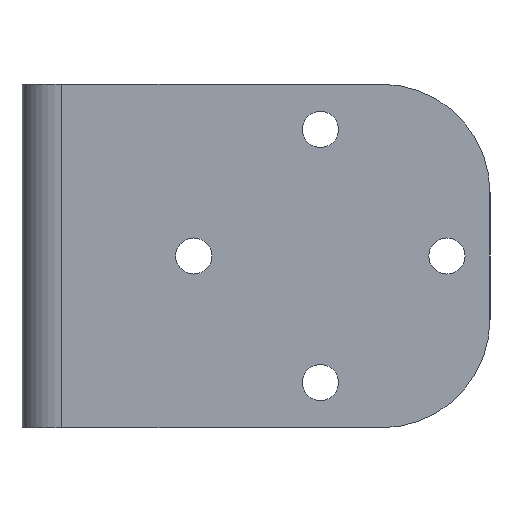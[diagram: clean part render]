
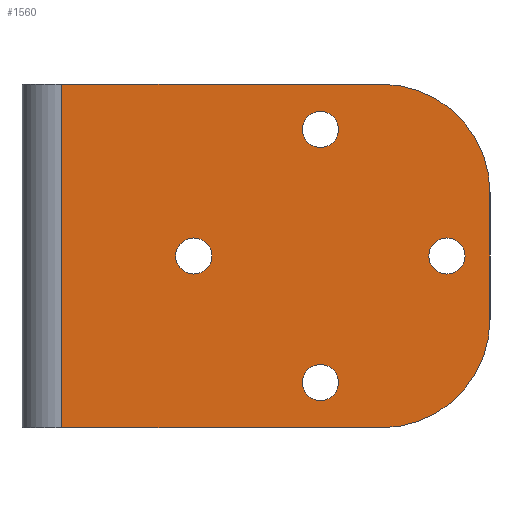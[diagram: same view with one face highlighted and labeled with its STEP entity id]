
A CAD part, left-side view. The second image highlights one B-rep face of the part: STEP entity #1560.
In plain terms, the highlighted planar face has unit normal (-1, 0, 0).
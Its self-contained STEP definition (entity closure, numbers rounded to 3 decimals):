
#23 = CARTESIAN_POINT ( 'NONE',  ( -22.035, 72.775, 7.015 ) ) ;
#24 = VERTEX_POINT ( 'NONE', #736 ) ;
#34 = CARTESIAN_POINT ( 'NONE',  ( -22.035, 87.075, -9.485 ) ) ;
#45 = VERTEX_POINT ( 'NONE', #369 ) ;
#74 = EDGE_CURVE ( 'NONE', #114, #45, #654, .T. ) ;
#77 = ORIENTED_EDGE ( 'NONE', *, *, #1005, .T. ) ;
#89 = FACE_OUTER_BOUND ( 'NONE', #851, .T. ) ;
#90 = CARTESIAN_POINT ( 'NONE',  ( -22.035, 78.775, 0.015 ) ) ;
#108 = CIRCLE ( 'NONE', #1187, 1. ) ;
#109 = CARTESIAN_POINT ( 'NONE',  ( -22.035, 63.394, -3.485 ) ) ;
#110 = DIRECTION ( 'NONE',  ( 0., -1., 0. ) ) ;
#114 = VERTEX_POINT ( 'NONE', #503 ) ;
#149 = EDGE_CURVE ( 'NONE', #1150, #718, #108, .T. ) ;
#192 = CIRCLE ( 'NONE', #322, 1. ) ;
#197 = CIRCLE ( 'NONE', #1031, 1. ) ;
#201 = EDGE_LOOP ( 'NONE', ( #1451, #521 ) ) ;
#229 = LINE ( 'NONE', #109, #1569 ) ;
#255 = AXIS2_PLACEMENT_3D ( 'NONE', #1502, #761, #405 ) ;
#265 = CARTESIAN_POINT ( 'NONE',  ( -22.035, 69.394, 9.515 ) ) ;
#283 = DIRECTION ( 'NONE',  ( 0., 1., 0. ) ) ;
#309 = CIRCLE ( 'NONE', #957, 1. ) ;
#310 = CARTESIAN_POINT ( 'NONE',  ( -22.035, 69.394, 3.515 ) ) ;
#311 = VERTEX_POINT ( 'NONE', #1439 ) ;
#317 = DIRECTION ( 'NONE',  ( -1., 0., 0. ) ) ;
#319 = DIRECTION ( 'NONE',  ( -1., 0., 0. ) ) ;
#322 = AXIS2_PLACEMENT_3D ( 'NONE', #508, #1521, #647 ) ;
#323 = ORIENTED_EDGE ( 'NONE', *, *, #1234, .T. ) ;
#333 = DIRECTION ( 'NONE',  ( 0., 0., 1. ) ) ;
#335 = VERTEX_POINT ( 'NONE', #90 ) ;
#354 = ORIENTED_EDGE ( 'NONE', *, *, #755, .F. ) ;
#358 = PLANE ( 'NONE',  #841 ) ;
#369 = CARTESIAN_POINT ( 'NONE',  ( -22.035, 64.775, 0.015 ) ) ;
#396 = ORIENTED_EDGE ( 'NONE', *, *, #1440, .T. ) ;
#405 = DIRECTION ( 'NONE',  ( 0., 1., 0. ) ) ;
#407 = ORIENTED_EDGE ( 'NONE', *, *, #1038, .F. ) ;
#422 = ORIENTED_EDGE ( 'NONE', *, *, #149, .F. ) ;
#431 = DIRECTION ( 'NONE',  ( 0., 1., 0. ) ) ;
#438 = EDGE_CURVE ( 'NONE', #45, #114, #192, .T. ) ;
#458 = DIRECTION ( 'NONE',  ( -1., 0., 0. ) ) ;
#484 = ORIENTED_EDGE ( 'NONE', *, *, #1171, .T. ) ;
#486 = FACE_BOUND ( 'NONE', #1458, .T. ) ;
#503 = CARTESIAN_POINT ( 'NONE',  ( -22.035, 66.775, 0.015 ) ) ;
#508 = CARTESIAN_POINT ( 'NONE',  ( -22.035, 65.775, 0.015 ) ) ;
#516 = CARTESIAN_POINT ( 'NONE',  ( -22.035, 73.775, -6.985 ) ) ;
#520 = DIRECTION ( 'NONE',  ( -1., 0., 0. ) ) ;
#521 = ORIENTED_EDGE ( 'NONE', *, *, #74, .F. ) ;
#557 = CARTESIAN_POINT ( 'NONE',  ( -22.035, 72.775, -6.985 ) ) ;
#635 = VECTOR ( 'NONE', #1127, 1000. ) ;
#647 = DIRECTION ( 'NONE',  ( 0., -1., 0. ) ) ;
#654 = CIRCLE ( 'NONE', #1377, 1. ) ;
#670 = DIRECTION ( 'NONE',  ( -1., 0., 0. ) ) ;
#711 = CARTESIAN_POINT ( 'NONE',  ( -22.035, 79.775, 0.015 ) ) ;
#714 = CARTESIAN_POINT ( 'NONE',  ( -22.035, 73.775, 7.015 ) ) ;
#718 = VERTEX_POINT ( 'NONE', #714 ) ;
#725 = CARTESIAN_POINT ( 'NONE',  ( -22.035, 87.075, -9.485 ) ) ;
#736 = CARTESIAN_POINT ( 'NONE',  ( -22.035, 87.075, 9.515 ) ) ;
#740 = VERTEX_POINT ( 'NONE', #1594 ) ;
#744 = DIRECTION ( 'NONE',  ( 0., 1., 0. ) ) ;
#755 = EDGE_CURVE ( 'NONE', #1215, #24, #1133, .T. ) ;
#761 = DIRECTION ( 'NONE',  ( 1., 0., 0. ) ) ;
#762 = CARTESIAN_POINT ( 'NONE',  ( -22.035, 65.775, 0.015 ) ) ;
#805 = AXIS2_PLACEMENT_3D ( 'NONE', #1164, #1428, #1522 ) ;
#811 = CARTESIAN_POINT ( 'NONE',  ( -22.035, 72.775, 7.015 ) ) ;
#822 = VERTEX_POINT ( 'NONE', #516 ) ;
#829 = VERTEX_POINT ( 'NONE', #1119 ) ;
#837 = VERTEX_POINT ( 'NONE', #1505 ) ;
#841 = AXIS2_PLACEMENT_3D ( 'NONE', #1185, #458, #1310 ) ;
#844 = DIRECTION ( 'NONE',  ( 0., -1., 0. ) ) ;
#848 = ORIENTED_EDGE ( 'NONE', *, *, #996, .F. ) ;
#851 = EDGE_LOOP ( 'NONE', ( #1208, #927, #77, #354, #848, #396 ) ) ;
#868 = AXIS2_PLACEMENT_3D ( 'NONE', #811, #670, #1061 ) ;
#879 = DIRECTION ( 'NONE',  ( -1., 0., 0. ) ) ;
#890 = ORIENTED_EDGE ( 'NONE', *, *, #1446, .F. ) ;
#894 = CARTESIAN_POINT ( 'NONE',  ( -22.035, 72.775, -6.985 ) ) ;
#907 = CARTESIAN_POINT ( 'NONE',  ( -22.035, 63.394, -3.485 ) ) ;
#909 = DIRECTION ( 'NONE',  ( 0., 1., 0. ) ) ;
#925 = DIRECTION ( 'NONE',  ( 0., -1., 0. ) ) ;
#927 = ORIENTED_EDGE ( 'NONE', *, *, #965, .T. ) ;
#930 = CARTESIAN_POINT ( 'NONE',  ( -22.035, 69.394, -9.485 ) ) ;
#955 = CIRCLE ( 'NONE', #1009, 1. ) ;
#957 = AXIS2_PLACEMENT_3D ( 'NONE', #894, #1388, #283 ) ;
#965 = EDGE_CURVE ( 'NONE', #837, #1328, #1507, .T. ) ;
#996 = EDGE_CURVE ( 'NONE', #740, #1215, #1432, .T. ) ;
#1005 = EDGE_CURVE ( 'NONE', #1328, #24, #1041, .T. ) ;
#1009 = AXIS2_PLACEMENT_3D ( 'NONE', #557, #317, #1174 ) ;
#1030 = EDGE_LOOP ( 'NONE', ( #422, #407 ) ) ;
#1031 = AXIS2_PLACEMENT_3D ( 'NONE', #711, #1188, #844 ) ;
#1038 = EDGE_CURVE ( 'NONE', #718, #1150, #1151, .T. ) ;
#1041 = LINE ( 'NONE', #1056, #1425 ) ;
#1056 = CARTESIAN_POINT ( 'NONE',  ( -22.035, 69.394, 9.515 ) ) ;
#1061 = DIRECTION ( 'NONE',  ( 0., 1., 0. ) ) ;
#1065 = EDGE_CURVE ( 'NONE', #1459, #837, #229, .T. ) ;
#1088 = CIRCLE ( 'NONE', #805, 6. ) ;
#1119 = CARTESIAN_POINT ( 'NONE',  ( -22.035, 71.775, -6.985 ) ) ;
#1127 = DIRECTION ( 'NONE',  ( 0., 0., 1. ) ) ;
#1133 = LINE ( 'NONE', #34, #635 ) ;
#1150 = VERTEX_POINT ( 'NONE', #1312 ) ;
#1151 = CIRCLE ( 'NONE', #868, 1. ) ;
#1164 = CARTESIAN_POINT ( 'NONE',  ( -22.035, 69.394, -3.485 ) ) ;
#1171 = EDGE_CURVE ( 'NONE', #335, #311, #197, .T. ) ;
#1174 = DIRECTION ( 'NONE',  ( 0., -1., 0. ) ) ;
#1185 = CARTESIAN_POINT ( 'NONE',  ( -22.035, 62.275, 0.015 ) ) ;
#1187 = AXIS2_PLACEMENT_3D ( 'NONE', #23, #520, #110 ) ;
#1188 = DIRECTION ( 'NONE',  ( 1., 0., 0. ) ) ;
#1197 = FACE_BOUND ( 'NONE', #1443, .T. ) ;
#1208 = ORIENTED_EDGE ( 'NONE', *, *, #1065, .T. ) ;
#1215 = VERTEX_POINT ( 'NONE', #725 ) ;
#1216 = VECTOR ( 'NONE', #431, 1000. ) ;
#1230 = CIRCLE ( 'NONE', #255, 1. ) ;
#1234 = EDGE_CURVE ( 'NONE', #311, #335, #1230, .T. ) ;
#1310 = DIRECTION ( 'NONE',  ( 0., 0., -1. ) ) ;
#1312 = CARTESIAN_POINT ( 'NONE',  ( -22.035, 71.775, 7.015 ) ) ;
#1318 = FACE_BOUND ( 'NONE', #1030, .T. ) ;
#1328 = VERTEX_POINT ( 'NONE', #265 ) ;
#1344 = EDGE_CURVE ( 'NONE', #822, #829, #309, .T. ) ;
#1377 = AXIS2_PLACEMENT_3D ( 'NONE', #762, #879, #744 ) ;
#1388 = DIRECTION ( 'NONE',  ( -1., 0., 0. ) ) ;
#1392 = ORIENTED_EDGE ( 'NONE', *, *, #1344, .F. ) ;
#1425 = VECTOR ( 'NONE', #909, 1000. ) ;
#1428 = DIRECTION ( 'NONE',  ( -1., 0., 0. ) ) ;
#1432 = LINE ( 'NONE', #930, #1216 ) ;
#1439 = CARTESIAN_POINT ( 'NONE',  ( -22.035, 80.775, 0.015 ) ) ;
#1440 = EDGE_CURVE ( 'NONE', #740, #1459, #1088, .T. ) ;
#1443 = EDGE_LOOP ( 'NONE', ( #890, #1392 ) ) ;
#1446 = EDGE_CURVE ( 'NONE', #829, #822, #955, .T. ) ;
#1451 = ORIENTED_EDGE ( 'NONE', *, *, #438, .F. ) ;
#1458 = EDGE_LOOP ( 'NONE', ( #484, #323 ) ) ;
#1459 = VERTEX_POINT ( 'NONE', #907 ) ;
#1470 = FACE_BOUND ( 'NONE', #201, .T. ) ;
#1502 = CARTESIAN_POINT ( 'NONE',  ( -22.035, 79.775, 0.015 ) ) ;
#1505 = CARTESIAN_POINT ( 'NONE',  ( -22.035, 63.394, 3.515 ) ) ;
#1507 = CIRCLE ( 'NONE', #1537, 6. ) ;
#1521 = DIRECTION ( 'NONE',  ( -1., 0., 0. ) ) ;
#1522 = DIRECTION ( 'NONE',  ( 0., 0., -1. ) ) ;
#1537 = AXIS2_PLACEMENT_3D ( 'NONE', #310, #319, #925 ) ;
#1560 = ADVANCED_FACE ( 'NONE', ( #1470, #1318, #1197, #486, #89 ), #358, .T. ) ;
#1569 = VECTOR ( 'NONE', #333, 1000. ) ;
#1594 = CARTESIAN_POINT ( 'NONE',  ( -22.035, 69.394, -9.485 ) ) ;
